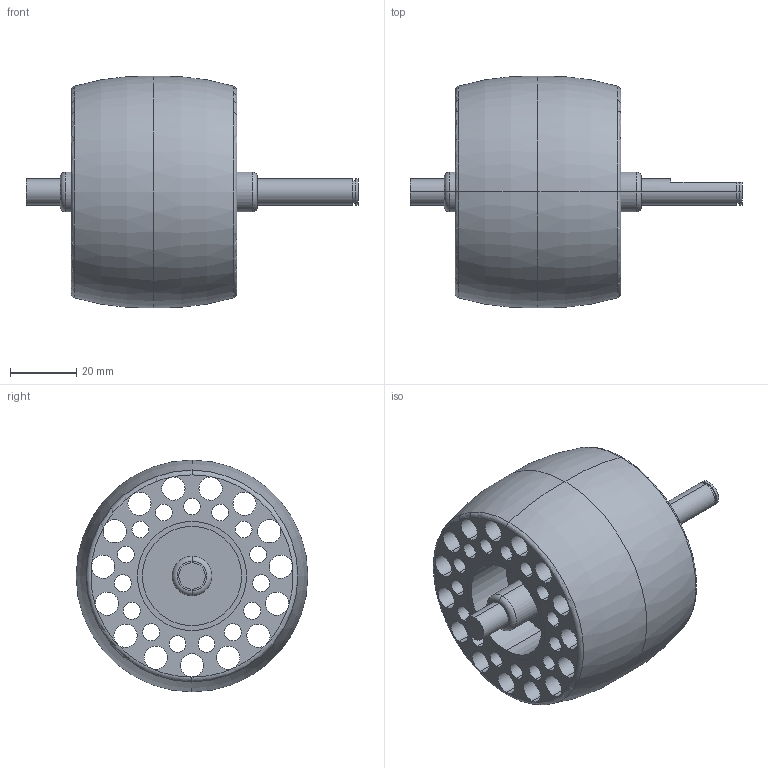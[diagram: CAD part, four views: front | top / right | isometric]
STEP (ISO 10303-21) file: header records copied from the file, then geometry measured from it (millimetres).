
FILE_DESCRIPTION (( 'STEP AP214' ), '1' );
FILE_NAME ('SBX FRESHIE v1.STEP', '2021-09-04T00:16:32', ( '' ), ( '' ), 'SwSTEP 2.0', 'SolidWorks 2019', '' );
FILE_SCHEMA (( 'AUTOMOTIVE_DESIGN' ));
Length unit declared in the file: millimetre
Products named in the file (1): SBX FRESHIE v1
Bounding box: 100.3 x 70 x 70 mm (x, y, z)
Volume: 124499.3 mm3; surface area: 48848.3 mm2
Topology: 1 solids, 1 shells, 108 faces, 284 edges, 186 vertices
Faces by surface type: cylinder 82, plane 14, torus 12
Entity records: 3968 total; most frequent: DIRECTION 694, CARTESIAN_POINT 579, ORIENTED_EDGE 568, AXIS2_PLACEMENT_3D 301, EDGE_CURVE 284, CIRCLE 192, VERTEX_POINT 186, EDGE_LOOP 176
